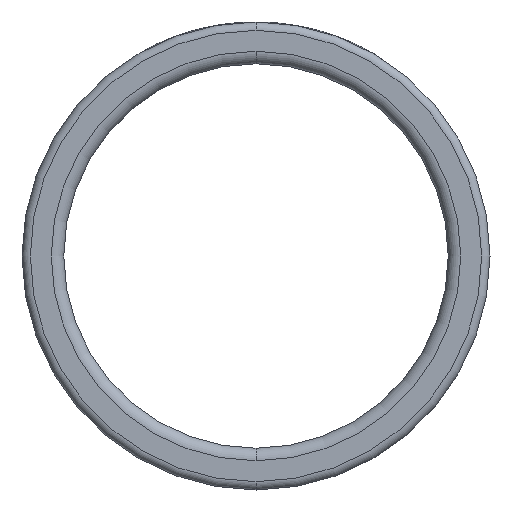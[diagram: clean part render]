
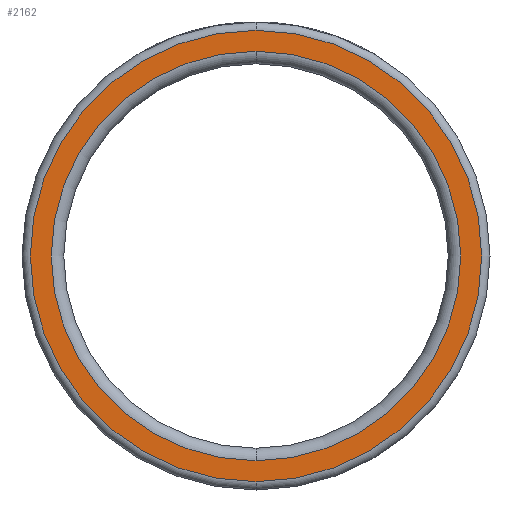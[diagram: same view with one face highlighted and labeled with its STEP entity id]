
A CAD part, front view. The second image highlights one B-rep face of the part: STEP entity #2162.
In plain terms, the highlighted planar face has unit normal (0, -1, 0).
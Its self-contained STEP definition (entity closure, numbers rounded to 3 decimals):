
#175 = PLANE ( 'NONE',  #655 ) ;
#207 = FACE_OUTER_BOUND ( 'NONE', #1306, .T. ) ;
#208 = CARTESIAN_POINT ( 'NONE',  ( 0., -120., 49. ) ) ;
#212 = VERTEX_POINT ( 'NONE', #682 ) ;
#225 = ORIENTED_EDGE ( 'NONE', *, *, #811, .F. ) ;
#246 = AXIS2_PLACEMENT_3D ( 'NONE', #947, #1711, #988 ) ;
#378 = FACE_BOUND ( 'NONE', #483, .T. ) ;
#483 = EDGE_LOOP ( 'NONE', ( #503, #225 ) ) ;
#503 = ORIENTED_EDGE ( 'NONE', *, *, #1133, .F. ) ;
#618 = DIRECTION ( 'NONE',  ( 0., 0., -1. ) ) ;
#630 = AXIS2_PLACEMENT_3D ( 'NONE', #2611, #1116, #3084 ) ;
#655 = AXIS2_PLACEMENT_3D ( 'NONE', #2860, #2687, #2869 ) ;
#682 = CARTESIAN_POINT ( 'NONE',  ( 0., -120., -49. ) ) ;
#754 = CIRCLE ( 'NONE', #630, 54. ) ;
#811 = EDGE_CURVE ( 'NONE', #852, #212, #1839, .T. ) ;
#852 = VERTEX_POINT ( 'NONE', #208 ) ;
#947 = CARTESIAN_POINT ( 'NONE',  ( 0., -120., 0. ) ) ;
#965 = EDGE_CURVE ( 'NONE', #2466, #2696, #754, .T. ) ;
#988 = DIRECTION ( 'NONE',  ( 0., 0., -1. ) ) ;
#1116 = DIRECTION ( 'NONE',  ( 0., -1., 0. ) ) ;
#1133 = EDGE_CURVE ( 'NONE', #212, #852, #1252, .T. ) ;
#1252 = CIRCLE ( 'NONE', #246, 49. ) ;
#1306 = EDGE_LOOP ( 'NONE', ( #2456, #2380 ) ) ;
#1434 = DIRECTION ( 'NONE',  ( 0., -1., 0. ) ) ;
#1541 = EDGE_CURVE ( 'NONE', #2696, #2466, #2641, .T. ) ;
#1606 = CARTESIAN_POINT ( 'NONE',  ( 0., -120., 0. ) ) ;
#1617 = DIRECTION ( 'NONE',  ( 0., -1., 0. ) ) ;
#1683 = DIRECTION ( 'NONE',  ( 0., 0., -1. ) ) ;
#1711 = DIRECTION ( 'NONE',  ( 0., -1., 0. ) ) ;
#1839 = CIRCLE ( 'NONE', #2115, 49. ) ;
#2115 = AXIS2_PLACEMENT_3D ( 'NONE', #2440, #1434, #1683 ) ;
#2162 = ADVANCED_FACE ( 'NONE', ( #207, #378 ), #175, .T. ) ;
#2262 = CARTESIAN_POINT ( 'NONE',  ( 0., -120., -54. ) ) ;
#2298 = AXIS2_PLACEMENT_3D ( 'NONE', #1606, #1617, #618 ) ;
#2380 = ORIENTED_EDGE ( 'NONE', *, *, #965, .T. ) ;
#2440 = CARTESIAN_POINT ( 'NONE',  ( 0., -120., 0. ) ) ;
#2456 = ORIENTED_EDGE ( 'NONE', *, *, #1541, .T. ) ;
#2466 = VERTEX_POINT ( 'NONE', #2610 ) ;
#2610 = CARTESIAN_POINT ( 'NONE',  ( 0., -120., 54. ) ) ;
#2611 = CARTESIAN_POINT ( 'NONE',  ( 0., -120., 0. ) ) ;
#2641 = CIRCLE ( 'NONE', #2298, 54. ) ;
#2687 = DIRECTION ( 'NONE',  ( 0., -1., 0. ) ) ;
#2696 = VERTEX_POINT ( 'NONE', #2262 ) ;
#2860 = CARTESIAN_POINT ( 'NONE',  ( 49., -120., 0. ) ) ;
#2869 = DIRECTION ( 'NONE',  ( 0., 0., -1. ) ) ;
#3084 = DIRECTION ( 'NONE',  ( 0., 0., -1. ) ) ;
